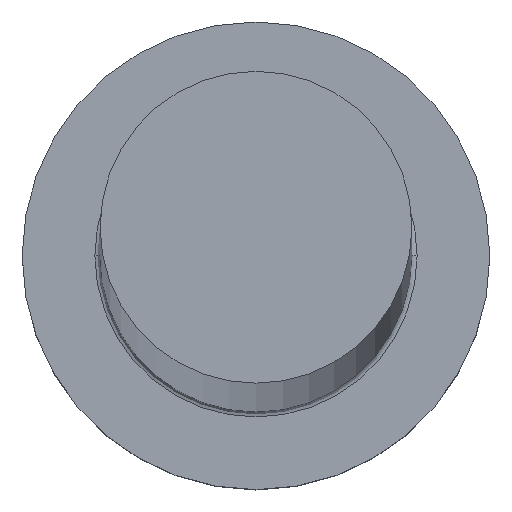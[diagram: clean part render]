
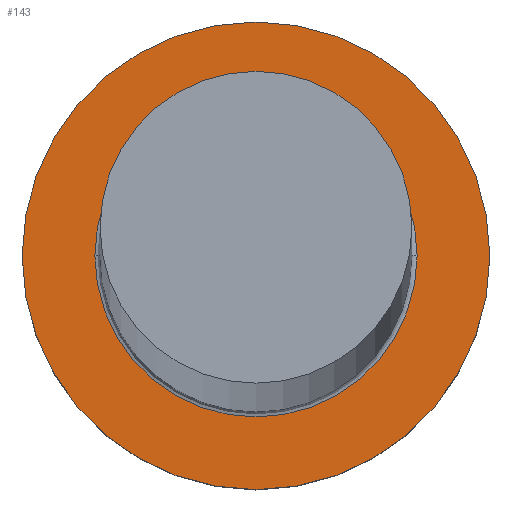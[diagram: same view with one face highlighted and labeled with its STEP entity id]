
A CAD part, top view. The second image highlights one B-rep face of the part: STEP entity #143.
In plain terms, the highlighted planar face has unit normal (0, 0, 1).
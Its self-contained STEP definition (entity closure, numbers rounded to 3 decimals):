
#7 = DIRECTION ( 'NONE',  ( 0., 0., 1. ) ) ;
#10 = VERTEX_POINT ( 'NONE', #42 ) ;
#16 = ORIENTED_EDGE ( 'NONE', *, *, #98, .T. ) ;
#18 = CARTESIAN_POINT ( 'NONE',  ( 6.2, 0., 7. ) ) ;
#32 = AXIS2_PLACEMENT_3D ( 'NONE', #44, #299, #188 ) ;
#38 = EDGE_CURVE ( 'NONE', #162, #287, #78, .T. ) ;
#42 = CARTESIAN_POINT ( 'NONE',  ( -6.2, 0., 7. ) ) ;
#44 = CARTESIAN_POINT ( 'NONE',  ( 0., 0., 7. ) ) ;
#50 = EDGE_CURVE ( 'NONE', #10, #108, #249, .T. ) ;
#66 = FACE_BOUND ( 'NONE', #117, .T. ) ;
#78 = CIRCLE ( 'NONE', #32, 9. ) ;
#91 = CARTESIAN_POINT ( 'NONE',  ( -9., 0., 7. ) ) ;
#92 = ORIENTED_EDGE ( 'NONE', *, *, #222, .T. ) ;
#94 = CARTESIAN_POINT ( 'NONE',  ( 0., 0., 7. ) ) ;
#98 = EDGE_CURVE ( 'NONE', #108, #10, #260, .T. ) ;
#99 = DIRECTION ( 'NONE',  ( 0., 0., 1. ) ) ;
#106 = AXIS2_PLACEMENT_3D ( 'NONE', #193, #99, #245 ) ;
#108 = VERTEX_POINT ( 'NONE', #18 ) ;
#111 = ORIENTED_EDGE ( 'NONE', *, *, #38, .T. ) ;
#117 = EDGE_LOOP ( 'NONE', ( #16, #157 ) ) ;
#127 = CIRCLE ( 'NONE', #106, 9. ) ;
#141 = AXIS2_PLACEMENT_3D ( 'NONE', #94, #7, #248 ) ;
#142 = DIRECTION ( 'NONE',  ( 0., 0., -1. ) ) ;
#143 = ADVANCED_FACE ( 'NONE', ( #66, #290 ), #266, .T. ) ;
#157 = ORIENTED_EDGE ( 'NONE', *, *, #50, .T. ) ;
#162 = VERTEX_POINT ( 'NONE', #170 ) ;
#170 = CARTESIAN_POINT ( 'NONE',  ( 9., 0., 7. ) ) ;
#183 = AXIS2_PLACEMENT_3D ( 'NONE', #305, #142, #238 ) ;
#187 = DIRECTION ( 'NONE',  ( 1., 0., 0. ) ) ;
#188 = DIRECTION ( 'NONE',  ( 1., 0., 0. ) ) ;
#193 = CARTESIAN_POINT ( 'NONE',  ( 0., 0., 7. ) ) ;
#209 = DIRECTION ( 'NONE',  ( 0., 0., -1. ) ) ;
#210 = AXIS2_PLACEMENT_3D ( 'NONE', #300, #209, #187 ) ;
#222 = EDGE_CURVE ( 'NONE', #287, #162, #127, .T. ) ;
#238 = DIRECTION ( 'NONE',  ( 1., 0., 0. ) ) ;
#245 = DIRECTION ( 'NONE',  ( 1., 0., 0. ) ) ;
#248 = DIRECTION ( 'NONE',  ( 1., 0., 0. ) ) ;
#249 = CIRCLE ( 'NONE', #210, 6.2 ) ;
#251 = EDGE_LOOP ( 'NONE', ( #92, #111 ) ) ;
#260 = CIRCLE ( 'NONE', #183, 6.2 ) ;
#266 = PLANE ( 'NONE',  #141 ) ;
#287 = VERTEX_POINT ( 'NONE', #91 ) ;
#290 = FACE_OUTER_BOUND ( 'NONE', #251, .T. ) ;
#299 = DIRECTION ( 'NONE',  ( 0., 0., 1. ) ) ;
#300 = CARTESIAN_POINT ( 'NONE',  ( 0., 0., 7. ) ) ;
#305 = CARTESIAN_POINT ( 'NONE',  ( 0., 0., 7. ) ) ;
